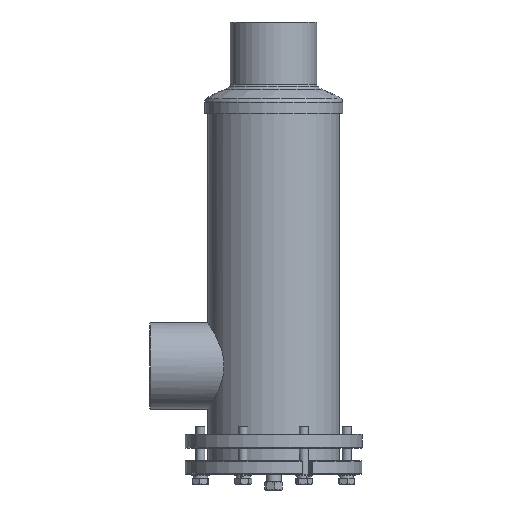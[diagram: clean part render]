
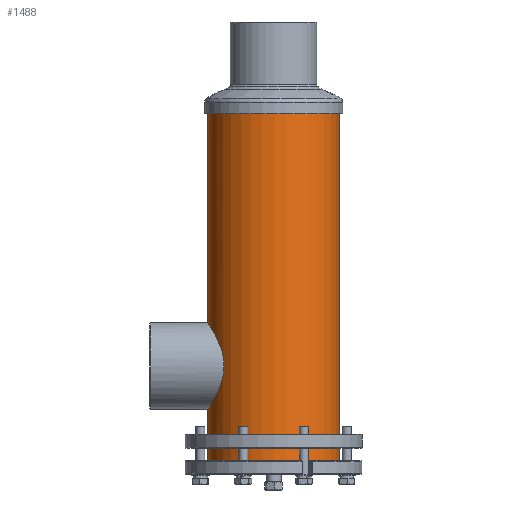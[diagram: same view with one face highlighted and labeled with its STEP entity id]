
A CAD part, front view. The second image highlights one B-rep face of the part: STEP entity #1488.
In plain terms, the highlighted cylindrical face has radius 57 mm (diameter 114 mm), a full revolution.
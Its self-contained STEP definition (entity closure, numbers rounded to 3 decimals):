
#915=B_SPLINE_CURVE_WITH_KNOTS('',3,(#8954,#8955,#8956,#8957,#8958,#8959,
#8960,#8961,#8962,#8963,#8964,#8965,#8966,#8967,#8968,#8969,#8970,#8971,
#8972,#8973,#8974,#8975,#8976,#8977,#8978,#8979,#8980,#8981,#8982,#8983,
#8984,#8985,#8986,#8987,#8988,#8989,#8990,#8991,#8992,#8993,#8994,#8995,
#8996,#8997),.UNSPECIFIED.,.T.,.F.,(2,2,2,2,2,2,2,2,2,2,2,2,2,2,2,2,2,2,
2,2,2,2,2,2),(-0.062,0.,0.031,0.063,
0.125,0.188,0.219,0.25,0.281,
0.313,0.375,0.438,0.469,
0.5,0.563,0.625,0.688,
0.75,0.781,0.813,0.875,0.938,1.,1.031),
 .UNSPECIFIED.);
#1488=ADVANCED_FACE('',(#2012,#2013,#2014),#1903,.T.);
#1903=CYLINDRICAL_SURFACE('',#6199,57.);
#2012=FACE_BOUND('',#2404,.T.);
#2013=FACE_BOUND('',#2405,.T.);
#2014=FACE_BOUND('',#2406,.T.);
#2404=EDGE_LOOP('',(#3038));
#2405=EDGE_LOOP('',(#3039));
#2406=EDGE_LOOP('',(#3040));
#3038=ORIENTED_EDGE('',*,*,#4937,.F.);
#3039=ORIENTED_EDGE('',*,*,#4939,.F.);
#3040=ORIENTED_EDGE('',*,*,#4940,.T.);
#4438=VERTEX_POINT('',#8950);
#4440=VERTEX_POINT('',#8998);
#4441=VERTEX_POINT('',#9000);
#4937=EDGE_CURVE('',#4438,#4438,#5821,.T.);
#4939=EDGE_CURVE('',#4440,#4440,#915,.T.);
#4940=EDGE_CURVE('',#4441,#4441,#5823,.T.);
#5821=CIRCLE('',#6195,57.);
#5823=CIRCLE('',#6198,57.);
#6195=AXIS2_PLACEMENT_3D('',#8949,#7054,#7055);
#6198=AXIS2_PLACEMENT_3D('',#8999,#7060,#7061);
#6199=AXIS2_PLACEMENT_3D('',#9001,#7062,#7063);
#7054=DIRECTION('',(0.,0.,1.));
#7055=DIRECTION('',(1.,0.,0.));
#7060=DIRECTION('',(0.,0.,1.));
#7061=DIRECTION('',(-1.,0.,0.));
#7062=DIRECTION('',(0.,0.,-1.));
#7063=DIRECTION('',(-1.,0.,0.));
#8949=CARTESIAN_POINT('',(0.,0.,121.824));
#8950=CARTESIAN_POINT('',(57.,0.,121.824));
#8954=CARTESIAN_POINT('',(-57.002,4.304,-139.225));
#8955=CARTESIAN_POINT('',(-56.999,-2.185,-139.22));
#8956=CARTESIAN_POINT('',(-56.876,-4.303,-139.002));
#8957=CARTESIAN_POINT('',(-56.408,-8.457,-138.157));
#8958=CARTESIAN_POINT('',(-56.057,-10.511,-137.519));
#8959=CARTESIAN_POINT('',(-54.763,-16.3,-135.076));
#8960=CARTESIAN_POINT('',(-53.551,-19.779,-132.706));
#8961=CARTESIAN_POINT('',(-51.054,-25.542,-126.926));
#8962=CARTESIAN_POINT('',(-49.752,-27.88,-123.467));
#8963=CARTESIAN_POINT('',(-48.292,-30.295,-117.735));
#8964=CARTESIAN_POINT('',(-47.88,-30.932,-115.689));
#8965=CARTESIAN_POINT('',(-47.322,-31.779,-111.534));
#8966=CARTESIAN_POINT('',(-47.171,-31.998,-109.414));
#8967=CARTESIAN_POINT('',(-47.169,-32.002,-105.085));
#8968=CARTESIAN_POINT('',(-47.317,-31.786,-102.964));
#8969=CARTESIAN_POINT('',(-47.87,-30.947,-98.808));
#8970=CARTESIAN_POINT('',(-48.28,-30.314,-96.761));
#8971=CARTESIAN_POINT('',(-49.743,-27.895,-90.998));
#8972=CARTESIAN_POINT('',(-51.048,-25.555,-87.532));
#8973=CARTESIAN_POINT('',(-53.55,-19.781,-81.737));
#8974=CARTESIAN_POINT('',(-54.756,-16.324,-79.381));
#8975=CARTESIAN_POINT('',(-56.053,-10.534,-76.933));
#8976=CARTESIAN_POINT('',(-56.404,-8.479,-76.293));
#8977=CARTESIAN_POINT('',(-56.873,-4.335,-75.446));
#8978=CARTESIAN_POINT('',(-56.998,-2.22,-75.226));
#8979=CARTESIAN_POINT('',(-57.004,4.261,-75.214));
#8980=CARTESIAN_POINT('',(-56.499,8.523,-76.093));
#8981=CARTESIAN_POINT('',(-54.775,16.262,-79.344));
#8982=CARTESIAN_POINT('',(-53.562,19.75,-81.714));
#8983=CARTESIAN_POINT('',(-51.061,25.528,-87.498));
#8984=CARTESIAN_POINT('',(-49.758,27.87,-90.957));
#8985=CARTESIAN_POINT('',(-47.805,31.1,-98.617));
#8986=CARTESIAN_POINT('',(-47.171,31.998,-102.878));
#8987=CARTESIAN_POINT('',(-47.169,32.001,-109.369));
#8988=CARTESIAN_POINT('',(-47.318,31.785,-111.49));
#8989=CARTESIAN_POINT('',(-47.873,30.942,-115.655));
#8990=CARTESIAN_POINT('',(-48.285,30.307,-117.703));
#8991=CARTESIAN_POINT('',(-49.751,27.881,-123.471));
#8992=CARTESIAN_POINT('',(-51.058,25.536,-126.938));
#8993=CARTESIAN_POINT('',(-53.566,19.741,-132.739));
#8994=CARTESIAN_POINT('',(-54.769,16.283,-135.088));
#8995=CARTESIAN_POINT('',(-56.498,8.53,-138.349));
#8996=CARTESIAN_POINT('',(-57.002,4.304,-139.225));
#8997=CARTESIAN_POINT('',(-56.999,-2.185,-139.22));
#8998=CARTESIAN_POINT('',(-57.,-0.022,-139.222));
#8999=CARTESIAN_POINT('',(0.,0.,-190.876));
#9000=CARTESIAN_POINT('',(-57.,0.,-190.876));
#9001=CARTESIAN_POINT('',(0.,0.,-23.176));
